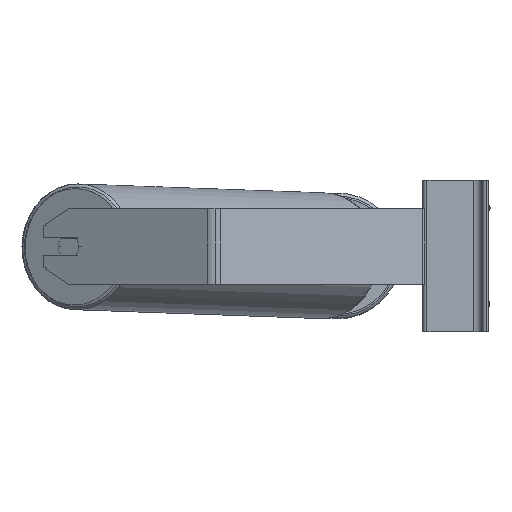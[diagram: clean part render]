
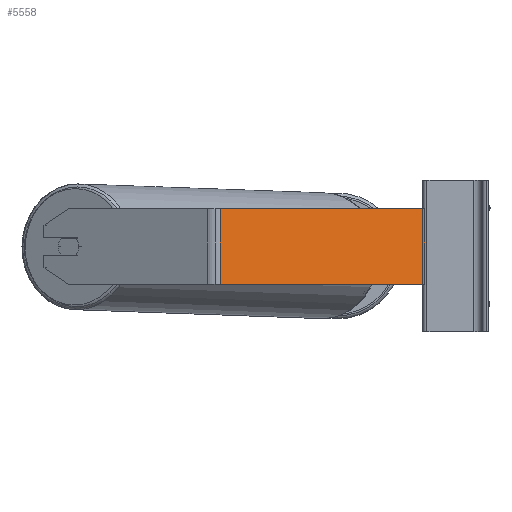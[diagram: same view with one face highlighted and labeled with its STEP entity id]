
A CAD part, left-side view. The second image highlights one B-rep face of the part: STEP entity #5558.
In plain terms, the highlighted planar face has unit normal (-0.94, -0.342, 0).
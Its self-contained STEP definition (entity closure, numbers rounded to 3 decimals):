
#114 = DIRECTION ( 'NONE',  ( 0., 0., -1. ) ) ;
#149 = FACE_OUTER_BOUND ( 'NONE', #4382, .T. ) ;
#201 = VECTOR ( 'NONE', #6919, 1000. ) ;
#440 = VECTOR ( 'NONE', #7592, 1000. ) ;
#885 = CARTESIAN_POINT ( 'NONE',  ( -787.518, 8.948, 50. ) ) ;
#1559 = DIRECTION ( 'NONE',  ( 0.342, -0.94, 0. ) ) ;
#1808 = ORIENTED_EDGE ( 'NONE', *, *, #5267, .T. ) ;
#1853 = DIRECTION ( 'NONE',  ( 0.94, 0.342, 0. ) ) ;
#2515 = VERTEX_POINT ( 'NONE', #885 ) ;
#2763 = CARTESIAN_POINT ( 'NONE',  ( -787.518, 8.948, 50. ) ) ;
#2798 = CARTESIAN_POINT ( 'NONE',  ( -787.518, 8.948, -30. ) ) ;
#2851 = EDGE_CURVE ( 'NONE', #8510, #2515, #5640, .T. ) ;
#2954 = EDGE_CURVE ( 'NONE', #2515, #6378, #10210, .T. ) ;
#3248 = ORIENTED_EDGE ( 'NONE', *, *, #2954, .F. ) ;
#3631 = DIRECTION ( 'NONE',  ( -0.342, 0.94, 0. ) ) ;
#4152 = CARTESIAN_POINT ( 'NONE',  ( -868.702, 231.999, 50. ) ) ;
#4332 = LINE ( 'NONE', #6040, #440 ) ;
#4382 = EDGE_LOOP ( 'NONE', ( #1808, #3248, #6282, #9986 ) ) ;
#4582 = VERTEX_POINT ( 'NONE', #10031 ) ;
#5190 = EDGE_CURVE ( 'NONE', #8510, #4582, #9054, .T. ) ;
#5267 = EDGE_CURVE ( 'NONE', #4582, #6378, #4332, .T. ) ;
#5558 = ADVANCED_FACE ( 'NONE', ( #149 ), #6878, .F. ) ;
#5640 = LINE ( 'NONE', #4152, #8969 ) ;
#6040 = CARTESIAN_POINT ( 'NONE',  ( -868.702, 231.999, -30. ) ) ;
#6075 = AXIS2_PLACEMENT_3D ( 'NONE', #6087, #1853, #3631 ) ;
#6087 = CARTESIAN_POINT ( 'NONE',  ( -868.702, 231.999, 50. ) ) ;
#6282 = ORIENTED_EDGE ( 'NONE', *, *, #2851, .F. ) ;
#6378 = VERTEX_POINT ( 'NONE', #2798 ) ;
#6878 = PLANE ( 'NONE',  #6075 ) ;
#6919 = DIRECTION ( 'NONE',  ( 0., 0., -1. ) ) ;
#7592 = DIRECTION ( 'NONE',  ( 0.342, -0.94, 0. ) ) ;
#7898 = CARTESIAN_POINT ( 'NONE',  ( -866.15, 224.988, 50. ) ) ;
#8508 = VECTOR ( 'NONE', #114, 1000. ) ;
#8510 = VERTEX_POINT ( 'NONE', #7898 ) ;
#8969 = VECTOR ( 'NONE', #1559, 1000. ) ;
#9054 = LINE ( 'NONE', #10617, #8508 ) ;
#9986 = ORIENTED_EDGE ( 'NONE', *, *, #5190, .T. ) ;
#10031 = CARTESIAN_POINT ( 'NONE',  ( -866.15, 224.988, -30. ) ) ;
#10210 = LINE ( 'NONE', #2763, #201 ) ;
#10617 = CARTESIAN_POINT ( 'NONE',  ( -866.15, 224.988, 50. ) ) ;
